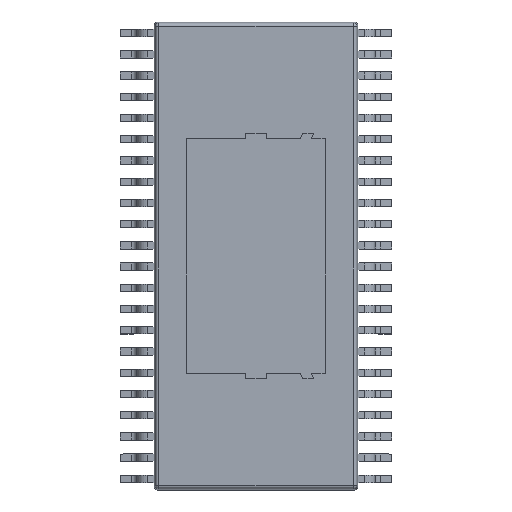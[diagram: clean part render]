
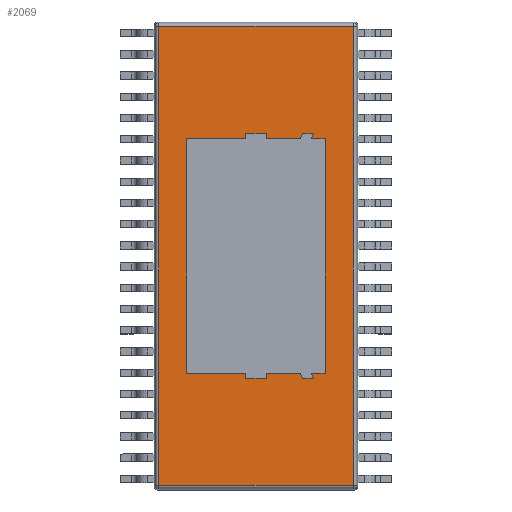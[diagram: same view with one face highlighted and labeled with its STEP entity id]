
A CAD part, top view. The second image highlights one B-rep face of the part: STEP entity #2069.
In plain terms, the highlighted face is planar.
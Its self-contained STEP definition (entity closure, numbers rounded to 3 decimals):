
#500=DIRECTION('',(-1.,0.,0.));
#501=VECTOR('',#500,13.731);
#502=CARTESIAN_POINT('',(6.865,0.375,-2.915));
#503=LINE('',#502,#501);
#514=DIRECTION('',(0.,0.,1.));
#515=VECTOR('',#514,1.77);
#516=CARTESIAN_POINT('',(-3.505,0.375,-2.07));
#517=LINE('',#516,#515);
#521=DIRECTION('',(1.,0.,0.));
#522=VECTOR('',#521,0.15);
#523=CARTESIAN_POINT('',(-3.655,0.375,-0.3));
#524=LINE('',#523,#522);
#528=DIRECTION('',(0.,0.,-1.));
#529=VECTOR('',#528,0.6);
#530=CARTESIAN_POINT('',(-3.655,0.375,0.3));
#531=LINE('',#530,#529);
#535=DIRECTION('',(-1.,0.,0.));
#536=VECTOR('',#535,0.15);
#537=CARTESIAN_POINT('',(-3.505,0.375,0.3));
#538=LINE('',#537,#536);
#542=DIRECTION('',(0.,0.,1.));
#543=VECTOR('',#542,1.033);
#544=CARTESIAN_POINT('',(-3.505,0.375,0.3));
#545=LINE('',#544,#543);
#549=DIRECTION('',(0.925,0.,-0.379));
#550=VECTOR('',#549,0.162);
#551=CARTESIAN_POINT('',(-3.655,0.375,1.394));
#552=LINE('',#551,#550);
#556=DIRECTION('',(0.,0.,-1.));
#557=VECTOR('',#556,0.324);
#558=CARTESIAN_POINT('',(-3.655,0.375,1.719));
#559=LINE('',#558,#557);
#563=DIRECTION('',(-0.925,0.,0.379));
#564=VECTOR('',#563,0.162);
#565=CARTESIAN_POINT('',(-3.505,0.375,1.657));
#566=LINE('',#565,#564);
#570=DIRECTION('',(0.,0.,1.));
#571=VECTOR('',#570,0.413);
#572=CARTESIAN_POINT('',(-3.505,0.375,1.657));
#573=LINE('',#572,#571);
#577=DIRECTION('',(1.,0.,0.));
#578=VECTOR('',#577,7.01);
#579=CARTESIAN_POINT('',(-3.505,0.375,2.07));
#580=LINE('',#579,#578);
#584=DIRECTION('',(0.,0.,-1.));
#585=VECTOR('',#584,0.413);
#586=CARTESIAN_POINT('',(3.505,0.375,2.07));
#587=LINE('',#586,#585);
#591=DIRECTION('',(0.925,0.,0.379));
#592=VECTOR('',#591,0.162);
#593=CARTESIAN_POINT('',(3.505,0.375,1.657));
#594=LINE('',#593,#592);
#598=DIRECTION('',(0.,0.,-1.));
#599=VECTOR('',#598,0.324);
#600=CARTESIAN_POINT('',(3.655,0.375,1.719));
#601=LINE('',#600,#599);
#605=DIRECTION('',(-0.925,0.,-0.379));
#606=VECTOR('',#605,0.162);
#607=CARTESIAN_POINT('',(3.655,0.375,1.394));
#608=LINE('',#607,#606);
#612=DIRECTION('',(0.,0.,-1.));
#613=VECTOR('',#612,1.033);
#614=CARTESIAN_POINT('',(3.505,0.375,1.333));
#615=LINE('',#614,#613);
#619=DIRECTION('',(1.,0.,0.));
#620=VECTOR('',#619,0.15);
#621=CARTESIAN_POINT('',(3.505,0.375,0.3));
#622=LINE('',#621,#620);
#626=DIRECTION('',(0.,0.,-1.));
#627=VECTOR('',#626,0.6);
#628=CARTESIAN_POINT('',(3.655,0.375,0.3));
#629=LINE('',#628,#627);
#633=DIRECTION('',(-1.,0.,0.));
#634=VECTOR('',#633,0.15);
#635=CARTESIAN_POINT('',(3.655,0.375,-0.3));
#636=LINE('',#635,#634);
#640=DIRECTION('',(0.,0.,-1.));
#641=VECTOR('',#640,1.77);
#642=CARTESIAN_POINT('',(3.505,0.375,-0.3));
#643=LINE('',#642,#641);
#647=DIRECTION('',(-1.,0.,0.));
#648=VECTOR('',#647,7.01);
#649=CARTESIAN_POINT('',(3.505,0.375,-2.07));
#650=LINE('',#649,#648);
#654=DIRECTION('',(1.,0.,0.));
#655=VECTOR('',#654,13.731);
#656=CARTESIAN_POINT('',(-6.865,0.375,2.915));
#657=LINE('',#656,#655);
#1133=DIRECTION('',(0.,0.,1.));
#1134=VECTOR('',#1133,5.831);
#1135=CARTESIAN_POINT('',(-6.865,0.375,-2.915));
#1136=LINE('',#1135,#1134);
#1147=DIRECTION('',(0.,0.,-1.));
#1148=VECTOR('',#1147,5.831);
#1149=CARTESIAN_POINT('',(6.865,0.375,2.915));
#1150=LINE('',#1149,#1148);
#1465=CARTESIAN_POINT('',(6.865,0.375,2.915));
#1466=CARTESIAN_POINT('',(6.865,0.375,-2.915));
#1467=VERTEX_POINT('',#1465);
#1468=VERTEX_POINT('',#1466);
#1473=CARTESIAN_POINT('',(-6.865,0.375,-2.915));
#1474=VERTEX_POINT('',#1473);
#1479=CARTESIAN_POINT('',(-6.865,0.375,2.915));
#1480=VERTEX_POINT('',#1479);
#1585=CARTESIAN_POINT('',(-3.505,0.375,-2.07));
#1586=CARTESIAN_POINT('',(-3.505,0.375,-0.3));
#1587=VERTEX_POINT('',#1585);
#1588=VERTEX_POINT('',#1586);
#1589=CARTESIAN_POINT('',(-3.505,0.375,2.07));
#1590=CARTESIAN_POINT('',(3.505,0.375,2.07));
#1591=VERTEX_POINT('',#1589);
#1592=VERTEX_POINT('',#1590);
#1593=CARTESIAN_POINT('',(3.505,0.375,1.657));
#1594=VERTEX_POINT('',#1593);
#1595=CARTESIAN_POINT('',(3.505,0.375,-2.07));
#1596=VERTEX_POINT('',#1595);
#1613=CARTESIAN_POINT('',(3.655,0.375,0.3));
#1614=VERTEX_POINT('',#1613);
#1615=CARTESIAN_POINT('',(3.655,0.375,-0.3));
#1616=VERTEX_POINT('',#1615);
#1617=CARTESIAN_POINT('',(3.505,0.375,0.3));
#1618=VERTEX_POINT('',#1617);
#1619=CARTESIAN_POINT('',(3.505,0.375,-0.3));
#1620=VERTEX_POINT('',#1619);
#1621=CARTESIAN_POINT('',(-3.655,0.375,0.3));
#1622=VERTEX_POINT('',#1621);
#1623=CARTESIAN_POINT('',(-3.655,0.375,-0.3));
#1624=VERTEX_POINT('',#1623);
#1625=CARTESIAN_POINT('',(-3.505,0.375,0.3));
#1626=VERTEX_POINT('',#1625);
#1627=CARTESIAN_POINT('',(-3.505,0.375,1.333));
#1628=VERTEX_POINT('',#1627);
#1629=CARTESIAN_POINT('',(-3.505,0.375,1.657));
#1630=VERTEX_POINT('',#1629);
#1631=CARTESIAN_POINT('',(3.505,0.375,1.333));
#1632=VERTEX_POINT('',#1631);
#1649=CARTESIAN_POINT('',(3.655,0.375,1.719));
#1650=VERTEX_POINT('',#1649);
#1651=CARTESIAN_POINT('',(3.655,0.375,1.394));
#1652=VERTEX_POINT('',#1651);
#1653=CARTESIAN_POINT('',(-3.655,0.375,1.719));
#1654=VERTEX_POINT('',#1653);
#1655=CARTESIAN_POINT('',(-3.655,0.375,1.394));
#1656=VERTEX_POINT('',#1655);
#2013=CARTESIAN_POINT('',(0.,0.375,0.));
#2014=DIRECTION('',(0.,1.,0.));
#2015=DIRECTION('',(1.,0.,0.));
#2016=AXIS2_PLACEMENT_3D('',#2013,#2014,#2015);
#2017=PLANE('',#2016);
#2019=ORIENTED_EDGE('',*,*,#2018,.F.);
#2021=ORIENTED_EDGE('',*,*,#2020,.F.);
#2022=ORIENTED_EDGE('',*,*,#2004,.F.);
#2024=ORIENTED_EDGE('',*,*,#2023,.F.);
#2025=EDGE_LOOP('',(#2019,#2021,#2022,#2024));
#2026=FACE_OUTER_BOUND('',#2025,.F.);
#2028=ORIENTED_EDGE('',*,*,#2027,.T.);
#2030=ORIENTED_EDGE('',*,*,#2029,.F.);
#2032=ORIENTED_EDGE('',*,*,#2031,.F.);
#2034=ORIENTED_EDGE('',*,*,#2033,.F.);
#2036=ORIENTED_EDGE('',*,*,#2035,.T.);
#2038=ORIENTED_EDGE('',*,*,#2037,.F.);
#2040=ORIENTED_EDGE('',*,*,#2039,.F.);
#2042=ORIENTED_EDGE('',*,*,#2041,.F.);
#2044=ORIENTED_EDGE('',*,*,#2043,.T.);
#2046=ORIENTED_EDGE('',*,*,#2045,.T.);
#2048=ORIENTED_EDGE('',*,*,#2047,.T.);
#2050=ORIENTED_EDGE('',*,*,#2049,.T.);
#2052=ORIENTED_EDGE('',*,*,#2051,.T.);
#2054=ORIENTED_EDGE('',*,*,#2053,.T.);
#2056=ORIENTED_EDGE('',*,*,#2055,.T.);
#2058=ORIENTED_EDGE('',*,*,#2057,.T.);
#2060=ORIENTED_EDGE('',*,*,#2059,.T.);
#2062=ORIENTED_EDGE('',*,*,#2061,.T.);
#2064=ORIENTED_EDGE('',*,*,#2063,.T.);
#2066=ORIENTED_EDGE('',*,*,#2065,.T.);
#2067=EDGE_LOOP('',(#2028,#2030,#2032,#2034,#2036,#2038,#2040,#2042,#2044,#2046,
#2048,#2050,#2052,#2054,#2056,#2058,#2060,#2062,#2064,#2066));
#2068=FACE_BOUND('',#2067,.F.);
#2004=EDGE_CURVE('',#1468,#1474,#503,.T.);
#2018=EDGE_CURVE('',#1480,#1467,#657,.T.);
#2020=EDGE_CURVE('',#1474,#1480,#1136,.T.);
#2023=EDGE_CURVE('',#1467,#1468,#1150,.T.);
#2027=EDGE_CURVE('',#1587,#1588,#517,.T.);
#2029=EDGE_CURVE('',#1624,#1588,#524,.T.);
#2031=EDGE_CURVE('',#1622,#1624,#531,.T.);
#2033=EDGE_CURVE('',#1626,#1622,#538,.T.);
#2035=EDGE_CURVE('',#1626,#1628,#545,.T.);
#2037=EDGE_CURVE('',#1656,#1628,#552,.T.);
#2039=EDGE_CURVE('',#1654,#1656,#559,.T.);
#2041=EDGE_CURVE('',#1630,#1654,#566,.T.);
#2043=EDGE_CURVE('',#1630,#1591,#573,.T.);
#2045=EDGE_CURVE('',#1591,#1592,#580,.T.);
#2047=EDGE_CURVE('',#1592,#1594,#587,.T.);
#2049=EDGE_CURVE('',#1594,#1650,#594,.T.);
#2051=EDGE_CURVE('',#1650,#1652,#601,.T.);
#2053=EDGE_CURVE('',#1652,#1632,#608,.T.);
#2055=EDGE_CURVE('',#1632,#1618,#615,.T.);
#2057=EDGE_CURVE('',#1618,#1614,#622,.T.);
#2059=EDGE_CURVE('',#1614,#1616,#629,.T.);
#2061=EDGE_CURVE('',#1616,#1620,#636,.T.);
#2063=EDGE_CURVE('',#1620,#1596,#643,.T.);
#2065=EDGE_CURVE('',#1596,#1587,#650,.T.);
#2069=ADVANCED_FACE('',(#2026,#2068),#2017,.T.);
